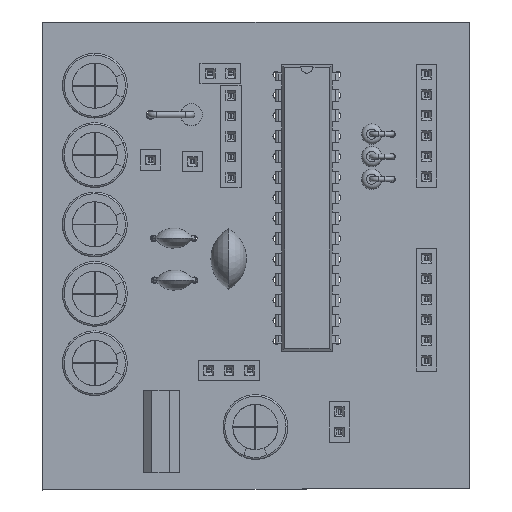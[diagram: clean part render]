
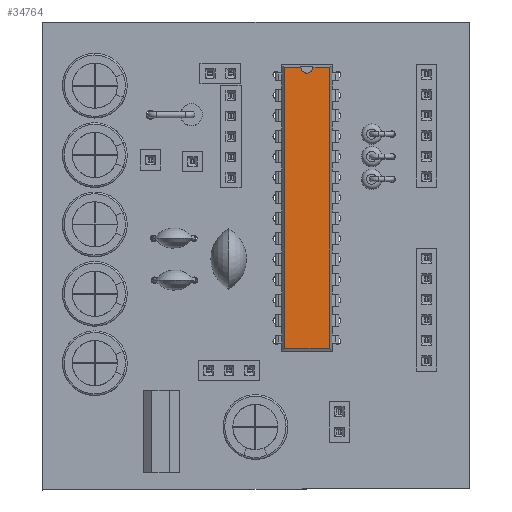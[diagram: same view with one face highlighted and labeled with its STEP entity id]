
A CAD part, top view. The second image highlights one B-rep face of the part: STEP entity #34764.
In plain terms, the highlighted planar face has unit normal (0, 0, 1).
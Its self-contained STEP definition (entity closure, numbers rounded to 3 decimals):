
#28782 = VERTEX_POINT('',#28783);
#28783 = CARTESIAN_POINT('',(6.586,0.871,3.68));
#28788 = EDGE_CURVE('',#28789,#28782,#28791,.T.);
#28789 = VERTEX_POINT('',#28790);
#28790 = CARTESIAN_POINT('',(6.586,-33.891,3.68));
#28791 = LINE('',#28792,#28793);
#28792 = CARTESIAN_POINT('',(6.586,-33.891,3.68));
#28793 = VECTOR('',#28794,1.);
#28794 = DIRECTION('',(0.,1.,0.));
#31548 = VERTEX_POINT('',#31549);
#31549 = CARTESIAN_POINT('',(1.034,0.871,3.68));
#31554 = EDGE_CURVE('',#31555,#31548,#31557,.T.);
#31555 = VERTEX_POINT('',#31556);
#31556 = CARTESIAN_POINT('',(3.064,0.871,3.68));
#31557 = LINE('',#31558,#31559);
#31558 = CARTESIAN_POINT('',(6.586,0.871,3.68));
#31559 = VECTOR('',#31560,1.);
#31560 = DIRECTION('',(-1.,0.,0.));
#31775 = VERTEX_POINT('',#31776);
#31776 = CARTESIAN_POINT('',(4.556,0.871,3.68));
#31880 = EDGE_CURVE('',#28782,#31775,#31881,.T.);
#31881 = LINE('',#31882,#31883);
#31882 = CARTESIAN_POINT('',(6.586,0.871,3.68));
#31883 = VECTOR('',#31884,1.);
#31884 = DIRECTION('',(-1.,0.,0.));
#31994 = VERTEX_POINT('',#31995);
#31995 = CARTESIAN_POINT('',(1.034,-33.891,3.68));
#32000 = EDGE_CURVE('',#31548,#31994,#32001,.T.);
#32001 = LINE('',#32002,#32003);
#32002 = CARTESIAN_POINT('',(1.034,0.871,3.68));
#32003 = VECTOR('',#32004,1.);
#32004 = DIRECTION('',(0.,-1.,0.));
#34753 = EDGE_CURVE('',#31994,#28789,#34754,.T.);
#34754 = LINE('',#34755,#34756);
#34755 = CARTESIAN_POINT('',(1.034,-33.891,3.68));
#34756 = VECTOR('',#34757,1.);
#34757 = DIRECTION('',(1.,0.,0.));
#34764 = ADVANCED_FACE('',(#34765),#34788,.F.);
#34765 = FACE_BOUND('',#34766,.F.);
#34766 = EDGE_LOOP('',(#34767,#34768,#34769,#34770,#34771,#34780,#34787)
  );
#34767 = ORIENTED_EDGE('',*,*,#28788,.F.);
#34768 = ORIENTED_EDGE('',*,*,#34753,.F.);
#34769 = ORIENTED_EDGE('',*,*,#32000,.F.);
#34770 = ORIENTED_EDGE('',*,*,#31554,.F.);
#34771 = ORIENTED_EDGE('',*,*,#34772,.F.);
#34772 = EDGE_CURVE('',#34773,#31555,#34775,.T.);
#34773 = VERTEX_POINT('',#34774);
#34774 = CARTESIAN_POINT('',(3.81,0.196,3.68));
#34775 = CIRCLE('',#34776,0.75);
#34776 = AXIS2_PLACEMENT_3D('',#34777,#34778,#34779);
#34777 = CARTESIAN_POINT('',(3.81,0.946,3.68));
#34778 = DIRECTION('',(0.,-0.,-1.));
#34779 = DIRECTION('',(0.,-1.,0.));
#34780 = ORIENTED_EDGE('',*,*,#34781,.F.);
#34781 = EDGE_CURVE('',#31775,#34773,#34782,.T.);
#34782 = CIRCLE('',#34783,0.75);
#34783 = AXIS2_PLACEMENT_3D('',#34784,#34785,#34786);
#34784 = CARTESIAN_POINT('',(3.81,0.946,3.68));
#34785 = DIRECTION('',(0.,-0.,-1.));
#34786 = DIRECTION('',(0.,-1.,0.));
#34787 = ORIENTED_EDGE('',*,*,#31880,.F.);
#34788 = PLANE('',#34789);
#34789 = AXIS2_PLACEMENT_3D('',#34790,#34791,#34792);
#34790 = CARTESIAN_POINT('',(6.586,-33.891,3.68));
#34791 = DIRECTION('',(-0.,0.,-1.));
#34792 = DIRECTION('',(-0.158,0.987,0.));
